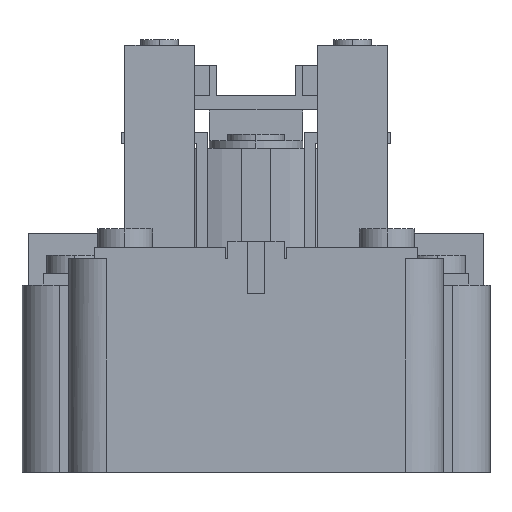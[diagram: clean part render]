
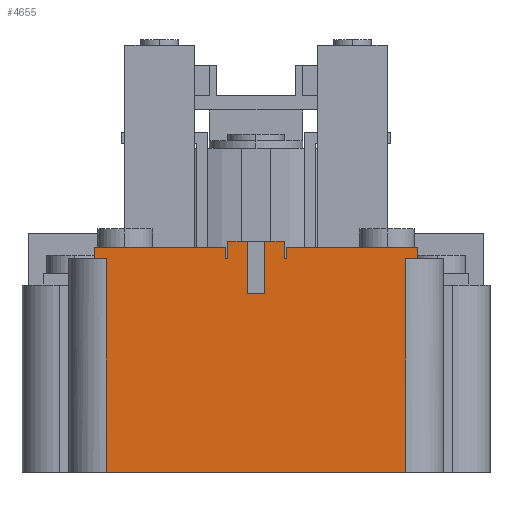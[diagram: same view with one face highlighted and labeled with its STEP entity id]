
A CAD part, left-side view. The second image highlights one B-rep face of the part: STEP entity #4655.
In plain terms, the highlighted planar face has unit normal (-1, 0, 0).
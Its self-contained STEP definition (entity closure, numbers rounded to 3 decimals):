
#2923=CARTESIAN_POINT('POINT201',(0.,4.191,30.48));
#2924=VERTEX_POINT('VERTEX201',#2923);
#2925=CARTESIAN_POINT('POINT202',(0.,4.191,28.956));
#2926=VERTEX_POINT('VERTEX202',#2925);
#2927=CARTESIAN_POINT('POS322',(0.,4.191,29.718));
#2928=DIRECTION('DIR450',(0.,0.,-1.));
#2929=VECTOR('VEC194',#2928,25.4);
#2930=LINE('STRAIGHT194',#2927,#2929);
#2931=EDGE_CURVE('EDGE287',#2924,#2926,#2930,.T.);
#2968=CARTESIAN_POINT('POINT204',(0.,3.81,28.956));
#2969=VERTEX_POINT('VERTEX204',#2968);
#2970=CARTESIAN_POINT('POS327',(0.,20.32,
   28.956));
#2971=DIRECTION('DIR456',(0.,1.,0.));
#2972=VECTOR('VEC198',#2971,25.4);
#2973=LINE('STRAIGHT198',#2970,#2972);
#2974=EDGE_CURVE('EDGE291',#2969,#2926,#2973,.T.);
#3016=CARTESIAN_POINT('POINT208',(0.,3.81,31.369));
#3017=VERTEX_POINT('VERTEX208',#3016);
#3018=CARTESIAN_POINT('POS333',(0.,3.81,15.685));
#3019=DIRECTION('DIR464',(0.,0.,-1.));
#3020=VECTOR('VEC202',#3019,25.4);
#3021=LINE('STRAIGHT202',#3018,#3020);
#3022=EDGE_CURVE('EDGE296',#3017,#2969,#3021,.T.);
#3047=CARTESIAN_POINT('POINT210',(0.,1.207,31.369));
#3048=VERTEX_POINT('VERTEX210',#3047);
#3055=CARTESIAN_POINT('POINT211',(0.,1.207,24.257));
#3056=VERTEX_POINT('VERTEX211',#3055);
#3057=CARTESIAN_POINT('POS338',(0.,1.207,
   13.907));
#3058=DIRECTION('DIR470',(0.,0.,1.));
#3059=VECTOR('VEC206',#3058,25.4);
#3060=LINE('STRAIGHT206',#3057,#3059);
#3061=EDGE_CURVE('EDGE300',#3056,#3048,#3060,.T.);
#3079=CARTESIAN_POINT('POINT212',(0.,-1.207,24.257));
#3080=VERTEX_POINT('VERTEX212',#3079);
#3081=CARTESIAN_POINT('POS341',(0.,-10.16,
   24.257));
#3082=DIRECTION('DIR474',(0.,1.,0.));
#3083=VECTOR('VEC208',#3082,25.4);
#3084=LINE('STRAIGHT208',#3081,#3083);
#3085=EDGE_CURVE('EDGE302',#3080,#3056,#3084,.T.);
#3101=CARTESIAN_POINT('POINT213',(0.,-1.207,31.369));
#3102=VERTEX_POINT('VERTEX213',#3101);
#3103=CARTESIAN_POINT('POS344',(0.,-1.207,
   13.907));
#3104=DIRECTION('DIR478',(0.,0.,-1.));
#3105=VECTOR('VEC210',#3104,25.4);
#3106=LINE('STRAIGHT210',#3103,#3105);
#3107=EDGE_CURVE('EDGE304',#3102,#3080,#3106,.T.);
#3128=CARTESIAN_POINT('POINT214',(0.,-3.81,31.369));
#3129=VERTEX_POINT('VERTEX214',#3128);
#3130=CARTESIAN_POINT('POS347',(0.,0.,31.369));
#3131=DIRECTION('DIR482',(0.,-1.,0.));
#3132=VECTOR('VEC212',#3131,25.4);
#3133=LINE('STRAIGHT212',#3130,#3132);
#3134=EDGE_CURVE('EDGE306',#3102,#3129,#3133,.T.);
#3151=EDGE_CURVE('EDGE309',#3017,#3048,#3133,.T.);
#3163=CARTESIAN_POINT('POINT217',(0.,-3.81,
   28.956));
#3164=VERTEX_POINT('VERTEX217',#3163);
#3178=CARTESIAN_POINT('POS353',(0.,-3.81,15.685));
#3179=DIRECTION('DIR489',(0.,0.,-1.));
#3180=VECTOR('VEC217',#3179,25.4);
#3181=LINE('STRAIGHT217',#3178,#3180);
#3182=EDGE_CURVE('EDGE312',#3129,#3164,#3181,.T.);
#3193=CARTESIAN_POINT('POINT218',(0.,-4.191,28.956));
#3194=VERTEX_POINT('VERTEX218',#3193);
#3201=CARTESIAN_POINT('POINT219',(0.,-4.191,30.48));
#3202=VERTEX_POINT('VERTEX219',#3201);
#3203=CARTESIAN_POINT('POS356',(0.,-4.191,29.718));
#3204=DIRECTION('DIR493',(0.,0.,-1.));
#3205=VECTOR('VEC219',#3204,25.4);
#3206=LINE('STRAIGHT219',#3203,#3205);
#3207=EDGE_CURVE('EDGE314',#3202,#3194,#3206,.T.);
#3228=CARTESIAN_POINT('POINT220',(0.,-21.971,30.48));
#3229=VERTEX_POINT('VERTEX220',#3228);
#3230=CARTESIAN_POINT('POS359',(0.,-8.382,
   30.48));
#3231=DIRECTION('DIR497',(0.,-1.,0.));
#3232=VECTOR('VEC221',#3231,25.4);
#3233=LINE('STRAIGHT221',#3230,#3232);
#3234=EDGE_CURVE('EDGE316',#3202,#3229,#3233,.T.);
#3255=CARTESIAN_POINT('POINT221',(0.,-21.971,28.956));
#3256=VERTEX_POINT('VERTEX221',#3255);
#3257=CARTESIAN_POINT('POS362',(0.,-21.971,29.718));
#3258=DIRECTION('DIR501',(0.,0.,-1.));
#3259=VECTOR('VEC223',#3258,25.4);
#3260=LINE('STRAIGHT223',#3257,#3259);
#3261=EDGE_CURVE('EDGE318',#3229,#3256,#3260,.T.);
#3283=CARTESIAN_POINT('POINT223',(0.,20.32,28.956));
#3284=VERTEX_POINT('VERTEX223',#3283);
#3292=CARTESIAN_POINT('POINT224',(0.,21.971,28.956));
#3293=VERTEX_POINT('VERTEX224',#3292);
#3294=CARTESIAN_POINT('POS366',(0.,13.081,28.956));
#3295=DIRECTION('DIR507',(0.,1.,0.));
#3296=VECTOR('VEC225',#3295,25.4);
#3297=LINE('STRAIGHT225',#3294,#3296);
#3298=EDGE_CURVE('EDGE322',#3284,#3293,#3297,.T.);
#3313=CARTESIAN_POINT('POINT225',(0.,21.971,30.48));
#3314=VERTEX_POINT('VERTEX225',#3313);
#3315=CARTESIAN_POINT('POS368',(0.,21.971,29.718));
#3316=DIRECTION('DIR510',(0.,0.,-1.));
#3317=VECTOR('VEC226',#3316,25.4);
#3318=LINE('STRAIGHT226',#3315,#3317);
#3319=EDGE_CURVE('EDGE324',#3314,#3293,#3318,.T.);
#3340=CARTESIAN_POINT('POS371',(0.,17.78,
   30.48));
#3341=DIRECTION('DIR514',(0.,-1.,0.));
#3342=VECTOR('VEC228',#3341,25.4);
#3343=LINE('STRAIGHT228',#3340,#3342);
#3344=EDGE_CURVE('EDGE326',#3314,#2924,#3343,.T.);
#3360=CARTESIAN_POINT('POINT226',(0.,-20.32,
   28.956));
#3361=VERTEX_POINT('VERTEX226',#3360);
#3370=CARTESIAN_POINT('POS374',(0.,-13.081,28.956));
#3371=DIRECTION('DIR519',(0.,1.,0.));
#3372=VECTOR('VEC229',#3371,25.4);
#3373=LINE('STRAIGHT229',#3370,#3372);
#3374=EDGE_CURVE('EDGE328',#3256,#3361,#3373,.T.);
#3405=EDGE_CURVE('EDGE332',#3194,#3164,#2973,.T.);
#4593=CARTESIAN_POINT('POINT308',(0.,20.32,0.));
#4594=VERTEX_POINT('VERTEX308',#4593);
#4602=CARTESIAN_POINT('POS507',(0.,20.32,0.));
#4603=DIRECTION('DIR697',(0.,0.,1.));
#4604=VECTOR('VEC317',#4603,25.4);
#4605=LINE('STRAIGHT317',#4602,#4604);
#4606=EDGE_CURVE('EDGE447',#4594,#3284,#4605,.T.);
#4616=ORIENTED_EDGE('COEDGE795',*,*,#3344,.F.);
#4617=ORIENTED_EDGE('COEDGE796',*,*,#3319,.T.);
#4618=ORIENTED_EDGE('COEDGE797',*,*,#3298,.F.);
#4619=ORIENTED_EDGE('COEDGE798',*,*,#4606,.F.);
#4620=CARTESIAN_POINT('POINT309',(0.,-20.32,
   0.));
#4621=VERTEX_POINT('VERTEX309',#4620);
#4622=CARTESIAN_POINT('POS509',(0.,20.32,
   0.));
#4623=DIRECTION('DIR700',(0.,-1.,0.));
#4624=VECTOR('VEC318',#4623,25.4);
#4625=LINE('STRAIGHT318',#4622,#4624);
#4626=EDGE_CURVE('EDGE448',#4594,#4621,#4625,.T.);
#4627=ORIENTED_EDGE('COEDGE799',*,*,#4626,.T.);
#4628=CARTESIAN_POINT('POS510',(0.,-20.32,
   0.));
#4629=DIRECTION('DIR701',(0.,0.,1.));
#4630=VECTOR('VEC319',#4629,25.4);
#4631=LINE('STRAIGHT319',#4628,#4630);
#4632=EDGE_CURVE('EDGE449',#4621,#3361,#4631,.T.);
#4633=ORIENTED_EDGE('COEDGE800',*,*,#4632,.T.);
#4634=ORIENTED_EDGE('COEDGE801',*,*,#3374,.F.);
#4635=ORIENTED_EDGE('COEDGE802',*,*,#3261,.F.);
#4636=ORIENTED_EDGE('COEDGE803',*,*,#3234,.F.);
#4637=ORIENTED_EDGE('COEDGE804',*,*,#3207,.T.);
#4638=ORIENTED_EDGE('COEDGE805',*,*,#3405,.T.);
#4639=ORIENTED_EDGE('COEDGE806',*,*,#3182,.F.);
#4640=ORIENTED_EDGE('COEDGE807',*,*,#3134,.F.);
#4641=ORIENTED_EDGE('COEDGE808',*,*,#3107,.T.);
#4642=ORIENTED_EDGE('COEDGE809',*,*,#3085,.T.);
#4643=ORIENTED_EDGE('COEDGE810',*,*,#3061,.T.);
#4644=ORIENTED_EDGE('COEDGE811',*,*,#3151,.F.);
#4645=ORIENTED_EDGE('COEDGE812',*,*,#3022,.T.);
#4646=ORIENTED_EDGE('COEDGE813',*,*,#2974,.T.);
#4647=ORIENTED_EDGE('COEDGE814',*,*,#2931,.F.);
#4648=EDGE_LOOP('NONE',(#4616,#4617,#4618,#4619,#4627,#4633,#4634,#4635,
   #4636,#4637,#4638,#4639,#4640,#4641,#4642,#4643,#4644,#4645,#4646,
   #4647));
#4649=FACE_BOUND('LOOP1',#4648,.T.);
#4650=CARTESIAN_POINT('POS511',(0.,17.78,28.956));
#4651=DIRECTION('DIR702',(-1.,0.,
   0.));
#4652=DIRECTION('DIR703',(0.,1.,
   0.));
#4653=AXIS2_PLACEMENT_3D('AXIS192',#4650,#4651,#4652);
#4654=PLANE('PLANE115',#4653);
#4655=ADVANCED_FACE('FACE166',(#4649),#4654,.T.);
